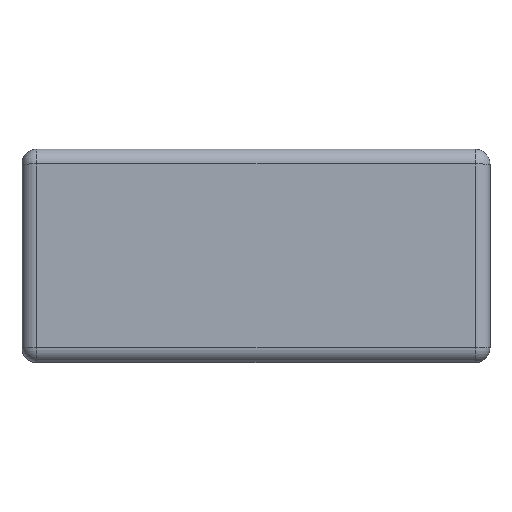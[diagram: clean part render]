
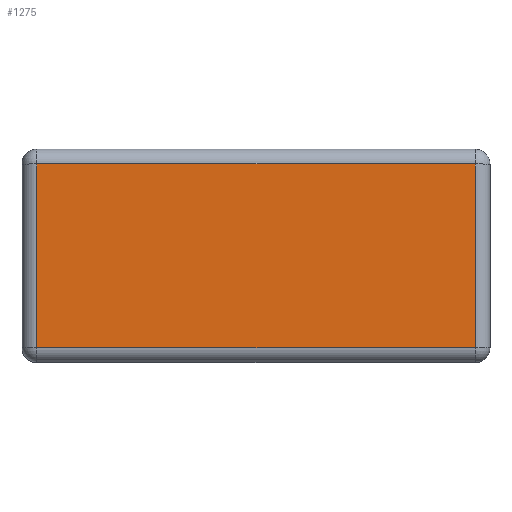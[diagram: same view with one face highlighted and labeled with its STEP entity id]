
A CAD part, top view. The second image highlights one B-rep face of the part: STEP entity #1275.
In plain terms, the highlighted planar face has unit normal (0, 0, 1).
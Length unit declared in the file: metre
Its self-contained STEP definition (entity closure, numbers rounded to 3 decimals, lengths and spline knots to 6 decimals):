
#407=ORIENTED_EDGE('',*,*,#658,.T.);
#408=ORIENTED_EDGE('',*,*,#659,.T.);
#409=ORIENTED_EDGE('',*,*,#660,.T.);
#410=ORIENTED_EDGE('',*,*,#661,.T.);
#658=EDGE_CURVE('',#796,#797,#894,.F.);
#659=EDGE_CURVE('',#797,#798,#895,.F.);
#660=EDGE_CURVE('',#798,#799,#896,.T.);
#661=EDGE_CURVE('',#799,#796,#897,.T.);
#796=VERTEX_POINT('',#2414);
#797=VERTEX_POINT('',#2415);
#798=VERTEX_POINT('',#2417);
#799=VERTEX_POINT('',#2419);
#894=LINE('',#2413,#991);
#895=LINE('',#2416,#992);
#896=LINE('',#2418,#993);
#897=LINE('',#2420,#994);
#991=VECTOR('',#1764,1.);
#992=VECTOR('',#1765,1.);
#993=VECTOR('',#1766,1.);
#994=VECTOR('',#1767,1.);
#1070=EDGE_LOOP('',(#407,#408,#409,#410));
#1163=FACE_BOUND('',#1070,.T.);
#1215=PLANE('',#1425);
#1275=ADVANCED_FACE('',(#1163),#1215,.T.);
#1425=AXIS2_PLACEMENT_3D('',#2412,#1762,#1763);
#1762=DIRECTION('',(0.,0.,1.));
#1763=DIRECTION('',(1.,0.,0.));
#1764=DIRECTION('',(0.,-1.,0.));
#1765=DIRECTION('',(1.,0.,0.));
#1766=DIRECTION('',(0.,-1.,0.));
#1767=DIRECTION('',(1.,0.,0.));
#2412=CARTESIAN_POINT('',(0.014172,-0.005981,0.0508));
#2413=CARTESIAN_POINT('',(0.043772,-0.005981,0.0508));
#2414=CARTESIAN_POINT('',(0.043772,-0.018381,0.0508));
#2415=CARTESIAN_POINT('',(0.043772,0.006419,0.0508));
#2416=CARTESIAN_POINT('',(0.014172,0.006419,0.0508));
#2417=CARTESIAN_POINT('',(-0.015428,0.006419,0.0508));
#2418=CARTESIAN_POINT('',(-0.015428,-0.020381,0.0508));
#2419=CARTESIAN_POINT('',(-0.015428,-0.018381,0.0508));
#2420=CARTESIAN_POINT('',(0.043772,-0.018381,0.0508));
